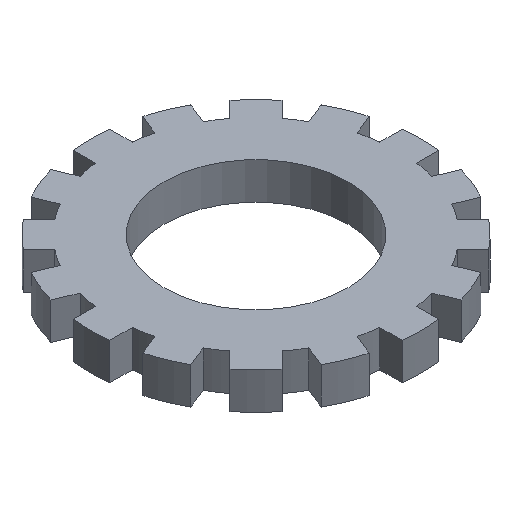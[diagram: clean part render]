
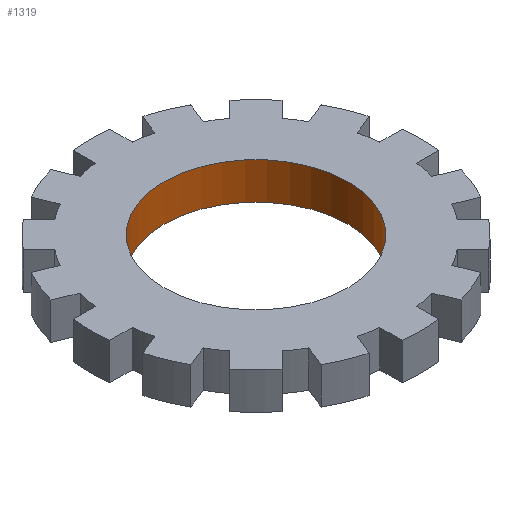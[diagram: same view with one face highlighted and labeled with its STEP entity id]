
A CAD part, isometric view. The second image highlights one B-rep face of the part: STEP entity #1319.
In plain terms, the highlighted cylindrical face has radius 250 mm (diameter 500 mm), a full revolution.
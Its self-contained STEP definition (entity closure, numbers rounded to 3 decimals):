
#44=CYLINDRICAL_SURFACE('',#1465,250.);
#687=ORIENTED_EDGE('',*,*,#753,.T.);
#688=ORIENTED_EDGE('',*,*,#818,.F.);
#753=EDGE_CURVE('',#947,#947,#1045,.T.);
#818=EDGE_CURVE('',#1012,#1012,#1078,.T.);
#947=VERTEX_POINT('',#1993);
#1012=VERTEX_POINT('',#2124);
#1045=CIRCLE('',#1366,250.);
#1078=CIRCLE('',#1400,250.);
#1147=EDGE_LOOP('',(#687));
#1148=EDGE_LOOP('',(#688));
#1217=FACE_BOUND('',#1147,.T.);
#1218=FACE_BOUND('',#1148,.T.);
#1319=ADVANCED_FACE('',(#1217,#1218),#44,.F.);
#1366=AXIS2_PLACEMENT_3D('',#1992,#1566,#1567);
#1400=AXIS2_PLACEMENT_3D('',#2123,#1666,#1667);
#1465=AXIS2_PLACEMENT_3D('',#2253,#1860,#1861);
#1566=DIRECTION('',(0.,0.,1.));
#1567=DIRECTION('',(1.,0.,0.));
#1666=DIRECTION('',(0.,0.,1.));
#1667=DIRECTION('',(1.,0.,0.));
#1860=DIRECTION('',(0.,0.,-1.));
#1861=DIRECTION('',(-1.,0.,0.));
#1992=CARTESIAN_POINT('',(0.,0.,100.));
#1993=CARTESIAN_POINT('',(250.,0.,100.));
#2123=CARTESIAN_POINT('',(0.,0.,0.));
#2124=CARTESIAN_POINT('',(250.,0.,0.));
#2253=CARTESIAN_POINT('',(0.,0.,100.));
